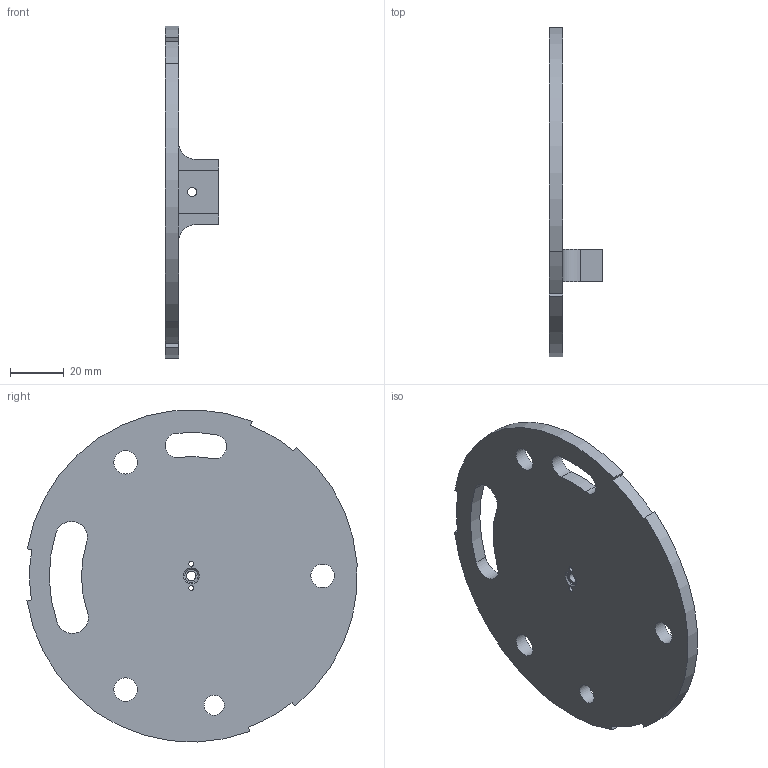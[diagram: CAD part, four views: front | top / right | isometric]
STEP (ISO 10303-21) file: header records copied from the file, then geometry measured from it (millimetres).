
FILE_DESCRIPTION(/* description */ (''),/* implementation_level */ '2;1');
FILE_NAME(/* name */ 'Disque moteur(Symtrie miroir).step',/* time_stamp */ '2025-04-09T10:49:08+02:00',/* author */ (''),/* organization */ (''),/* preprocessor_version */ 'ST-DEVELOPER v20.1',/* originating_system */ 'Autodesk Translation Framework v14.4.0.0',/* authorisation */ '');
FILE_SCHEMA (('AUTOMOTIVE_DESIGN { 1 0 10303 214 3 1 1 }'));
Length unit declared in the file: millimetre
Products named in the file (1): Disque moteur(Symétrie miroir)
Bounding box: 20 x 123.15 x 123.88 mm (x, y, z)
Volume: 57347.6 mm3; surface area: 26994.1 mm2
Topology: 1 solids, 1 shells, 50 faces, 128 edges, 85 vertices
Faces by surface type: cylinder 28, plane 21, cone 1
Full cylindrical faces by diameter (mm): 1.9 x2, 3.4 x1, 3.5 x1, 4 x2, 5 x1, 7.5 x1, 8.8 x3, 20 x1
Entity records: 1614 total; most frequent: DIRECTION 287, CARTESIAN_POINT 264, ORIENTED_EDGE 256, EDGE_CURVE 128, AXIS2_PLACEMENT_3D 108, VERTEX_POINT 85, EDGE_LOOP 75, LINE 71
